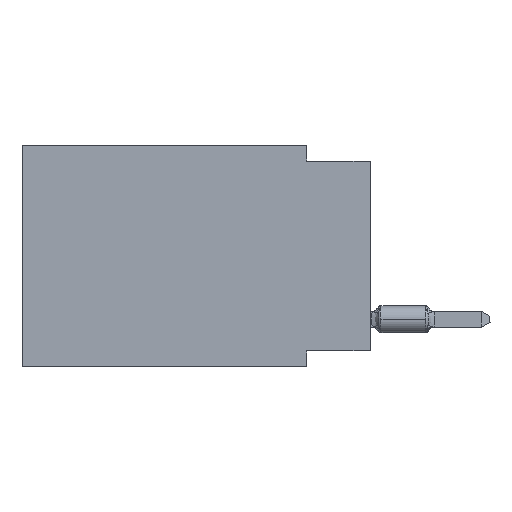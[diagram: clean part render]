
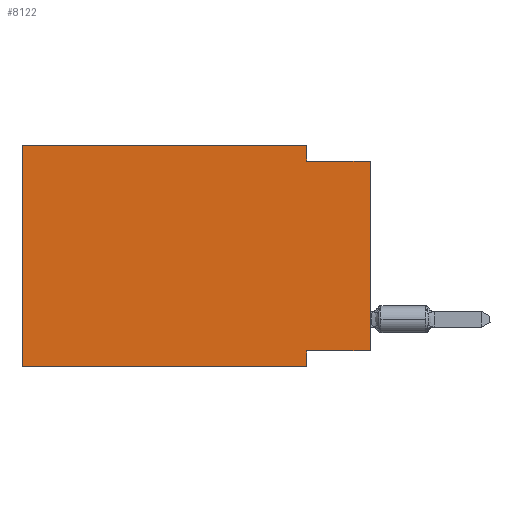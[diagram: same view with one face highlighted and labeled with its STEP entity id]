
A CAD part, left-side view. The second image highlights one B-rep face of the part: STEP entity #8122.
In plain terms, the highlighted planar face has unit normal (-1, 0, 0).
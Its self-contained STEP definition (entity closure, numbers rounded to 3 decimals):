
#150 = VERTEX_POINT ( 'NONE', #15152 ) ;
#820 = VECTOR ( 'NONE', #17777, 1000. ) ;
#857 = LINE ( 'NONE', #3604, #12020 ) ;
#1001 = LINE ( 'NONE', #16622, #10942 ) ;
#1173 = EDGE_CURVE ( 'NONE', #7097, #10509, #16484, .T. ) ;
#1374 = EDGE_CURVE ( 'NONE', #13815, #7097, #13937, .T. ) ;
#1557 = CARTESIAN_POINT ( 'NONE',  ( 0., 2.54, -8.255 ) ) ;
#1743 = ORIENTED_EDGE ( 'NONE', *, *, #1374, .F. ) ;
#1775 = ORIENTED_EDGE ( 'NONE', *, *, #7162, .T. ) ;
#1813 = EDGE_LOOP ( 'NONE', ( #17689, #3975, #7227, #1743, #4651, #1775, #9486, #7858 ) ) ;
#1837 = CARTESIAN_POINT ( 'NONE',  ( 0., 2.54, -0.635 ) ) ;
#2019 = CARTESIAN_POINT ( 'NONE',  ( 0., 13.97, 0. ) ) ;
#2428 = CARTESIAN_POINT ( 'NONE',  ( 0., 13.97, 0. ) ) ;
#2509 = CARTESIAN_POINT ( 'NONE',  ( 0., 0., -0.635 ) ) ;
#2770 = VECTOR ( 'NONE', #3906, 1000. ) ;
#2857 = DIRECTION ( 'NONE',  ( 0., 0., -1. ) ) ;
#2868 = DIRECTION ( 'NONE',  ( 0., 0., 1. ) ) ;
#3604 = CARTESIAN_POINT ( 'NONE',  ( 0., 13.97, 0. ) ) ;
#3906 = DIRECTION ( 'NONE',  ( 0., -1., 0. ) ) ;
#3975 = ORIENTED_EDGE ( 'NONE', *, *, #17743, .F. ) ;
#4243 = LINE ( 'NONE', #8451, #6036 ) ;
#4651 = ORIENTED_EDGE ( 'NONE', *, *, #14896, .F. ) ;
#4850 = FACE_OUTER_BOUND ( 'NONE', #1813, .T. ) ;
#5393 = CARTESIAN_POINT ( 'NONE',  ( 0., 0., -8.255 ) ) ;
#5454 = AXIS2_PLACEMENT_3D ( 'NONE', #2019, #7874, #7615 ) ;
#6036 = VECTOR ( 'NONE', #2868, 1000. ) ;
#6049 = VECTOR ( 'NONE', #7529, 1000. ) ;
#6349 = CARTESIAN_POINT ( 'NONE',  ( 0., 13.97, 0. ) ) ;
#7097 = VERTEX_POINT ( 'NONE', #13614 ) ;
#7162 = EDGE_CURVE ( 'NONE', #16359, #150, #1001, .T. ) ;
#7227 = ORIENTED_EDGE ( 'NONE', *, *, #1173, .F. ) ;
#7310 = EDGE_CURVE ( 'NONE', #10710, #9910, #4243, .T. ) ;
#7529 = DIRECTION ( 'NONE',  ( 0., 0., -1. ) ) ;
#7615 = DIRECTION ( 'NONE',  ( 0., 0., -1. ) ) ;
#7815 = DIRECTION ( 'NONE',  ( 0., 0., 1. ) ) ;
#7858 = ORIENTED_EDGE ( 'NONE', *, *, #15032, .F. ) ;
#7874 = DIRECTION ( 'NONE',  ( 1., 0., 0. ) ) ;
#8122 = ADVANCED_FACE ( 'NONE', ( #4850 ), #14535, .F. ) ;
#8451 = CARTESIAN_POINT ( 'NONE',  ( 0., 0., 0. ) ) ;
#8621 = LINE ( 'NONE', #14192, #6049 ) ;
#8665 = LINE ( 'NONE', #13290, #14368 ) ;
#9163 = EDGE_CURVE ( 'NONE', #12220, #150, #8621, .T. ) ;
#9486 = ORIENTED_EDGE ( 'NONE', *, *, #9163, .F. ) ;
#9542 = CARTESIAN_POINT ( 'NONE',  ( 0., 2.54, 0. ) ) ;
#9910 = VERTEX_POINT ( 'NONE', #10929 ) ;
#10509 = VERTEX_POINT ( 'NONE', #1837 ) ;
#10710 = VERTEX_POINT ( 'NONE', #5393 ) ;
#10929 = CARTESIAN_POINT ( 'NONE',  ( 0., 0., -0.635 ) ) ;
#10942 = VECTOR ( 'NONE', #11055, 1000. ) ;
#11055 = DIRECTION ( 'NONE',  ( 0., -1., 0. ) ) ;
#12020 = VECTOR ( 'NONE', #7815, 1000. ) ;
#12220 = VERTEX_POINT ( 'NONE', #1557 ) ;
#12385 = LINE ( 'NONE', #2509, #2770 ) ;
#13290 = CARTESIAN_POINT ( 'NONE',  ( 0., 0., -8.255 ) ) ;
#13365 = VECTOR ( 'NONE', #2857, 1000. ) ;
#13614 = CARTESIAN_POINT ( 'NONE',  ( 0., 2.54, 0. ) ) ;
#13815 = VERTEX_POINT ( 'NONE', #6349 ) ;
#13937 = LINE ( 'NONE', #2428, #820 ) ;
#14192 = CARTESIAN_POINT ( 'NONE',  ( 0., 2.54, -8.89 ) ) ;
#14238 = DIRECTION ( 'NONE',  ( 0., 1., 0. ) ) ;
#14368 = VECTOR ( 'NONE', #14238, 1000. ) ;
#14535 = PLANE ( 'NONE',  #5454 ) ;
#14896 = EDGE_CURVE ( 'NONE', #16359, #13815, #857, .T. ) ;
#15032 = EDGE_CURVE ( 'NONE', #10710, #12220, #8665, .T. ) ;
#15152 = CARTESIAN_POINT ( 'NONE',  ( 0., 2.54, -8.89 ) ) ;
#16359 = VERTEX_POINT ( 'NONE', #16988 ) ;
#16484 = LINE ( 'NONE', #9542, #13365 ) ;
#16622 = CARTESIAN_POINT ( 'NONE',  ( 0., 13.97, -8.89 ) ) ;
#16988 = CARTESIAN_POINT ( 'NONE',  ( 0., 13.97, -8.89 ) ) ;
#17689 = ORIENTED_EDGE ( 'NONE', *, *, #7310, .T. ) ;
#17743 = EDGE_CURVE ( 'NONE', #10509, #9910, #12385, .T. ) ;
#17777 = DIRECTION ( 'NONE',  ( 0., -1., 0. ) ) ;
